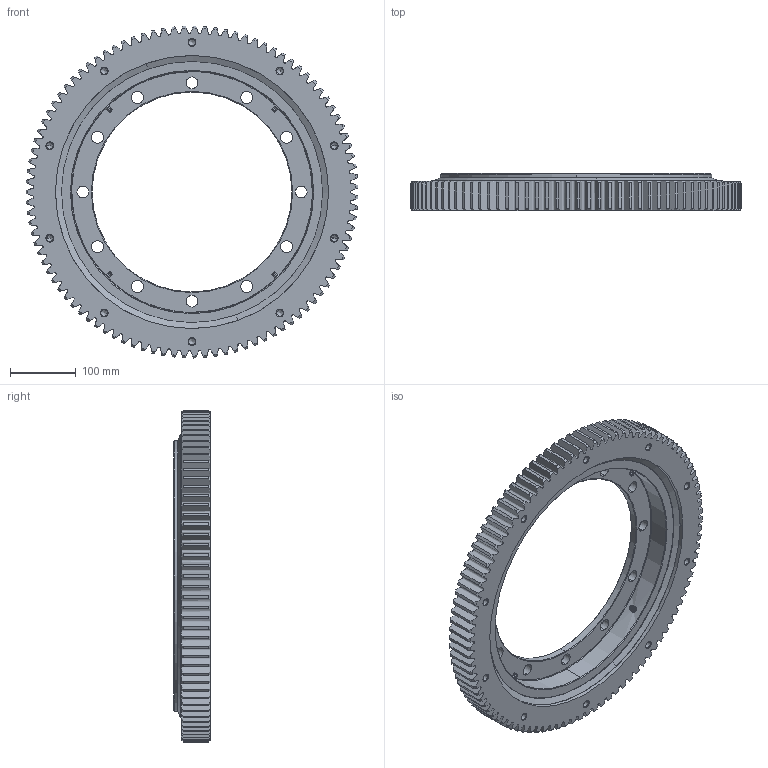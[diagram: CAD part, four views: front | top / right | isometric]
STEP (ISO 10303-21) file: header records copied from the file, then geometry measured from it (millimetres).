
FILE_DESCRIPTION (( 'STEP AP214' ), '1' );
FILE_NAME ('0028349.step', '2020-10-19T11:29:41', ( '' ), ( '' ), 'SwSTEP 2.0', 'SolidWorks 2018', '' );
FILE_SCHEMA (( 'AUTOMOTIVE_DESIGN' ));
Length unit declared in the file: millimetre
Products named in the file (1): 0028349
Bounding box: 504.93 x 56 x 504.98 mm (x, y, z)
Volume: 3515783.3 mm3; surface area: 726990.1 mm2
Topology: 13 solids, 13 shells, 796 faces, 2108 edges, 1319 vertices
Faces by surface type: cone 332, cylinder 224, bspline 179, plane 61
Entity records: 58728 total; most frequent: CARTESIAN_POINT 31681, ORIENTED_EDGE 4108, DIRECTION 3398, EDGE_CURVE 2054, AXIS2_PLACEMENT_3D 1484, VERTEX_POINT 1319, EDGE_LOOP 873, CIRCLE 866
